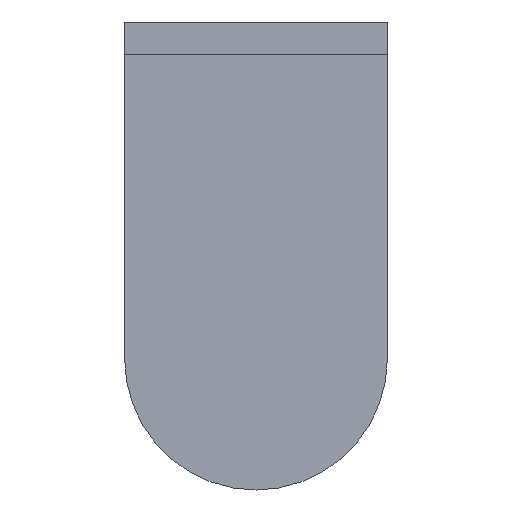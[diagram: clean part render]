
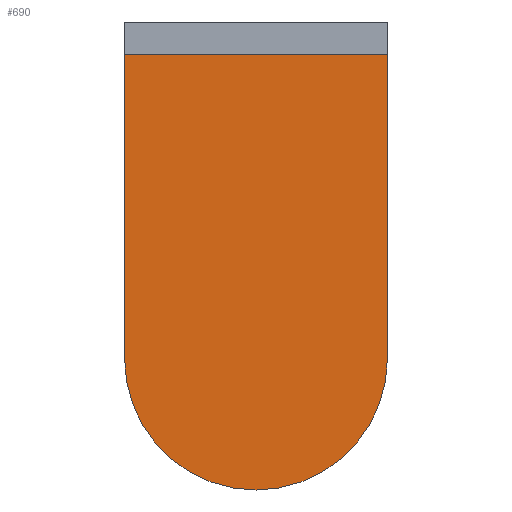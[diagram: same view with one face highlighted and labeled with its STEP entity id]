
A CAD part, left-side view. The second image highlights one B-rep face of the part: STEP entity #690.
In plain terms, the highlighted planar face has unit normal (-1, 0, 0).
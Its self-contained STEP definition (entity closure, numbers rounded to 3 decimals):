
#44=CIRCLE('',#743,8.);
#70=FACE_OUTER_BOUND('',#110,.T.);
#110=EDGE_LOOP('',(#514,#515,#516,#517));
#156=LINE('',#1055,#230);
#175=LINE('',#1096,#249);
#176=LINE('',#1097,#250);
#230=VECTOR('',#842,10.);
#249=VECTOR('',#877,10.);
#250=VECTOR('',#878,10.);
#313=VERTEX_POINT('',#1053);
#314=VERTEX_POINT('',#1054);
#327=VERTEX_POINT('',#1089);
#328=VERTEX_POINT('',#1091);
#382=EDGE_CURVE('',#313,#314,#156,.T.);
#400=EDGE_CURVE('',#328,#327,#44,.T.);
#403=EDGE_CURVE('',#327,#313,#175,.T.);
#404=EDGE_CURVE('',#314,#328,#176,.T.);
#514=ORIENTED_EDGE('',*,*,#403,.T.);
#515=ORIENTED_EDGE('',*,*,#382,.T.);
#516=ORIENTED_EDGE('',*,*,#404,.T.);
#517=ORIENTED_EDGE('',*,*,#400,.T.);
#662=PLANE('',#744);
#690=ADVANCED_FACE('',(#70),#662,.F.);
#743=AXIS2_PLACEMENT_3D('',#1092,#871,#872);
#744=AXIS2_PLACEMENT_3D('',#1095,#875,#876);
#842=DIRECTION('',(0.,1.,0.));
#871=DIRECTION('center_axis',(-1.,0.,0.));
#872=DIRECTION('ref_axis',(0.,-1.,0.));
#875=DIRECTION('center_axis',(1.,0.,0.));
#876=DIRECTION('ref_axis',(0.,1.,0.));
#877=DIRECTION('',(0.,0.,1.));
#878=DIRECTION('',(0.,0.,-1.));
#1053=CARTESIAN_POINT('',(-15.95,-8.,18.5));
#1054=CARTESIAN_POINT('',(-15.95,8.,18.5));
#1055=CARTESIAN_POINT('',(-15.95,-4.,18.5));
#1089=CARTESIAN_POINT('',(-15.95,-8.,0.));
#1091=CARTESIAN_POINT('',(-15.95,8.,0.));
#1092=CARTESIAN_POINT('Origin',(-15.95,0.,0.));
#1095=CARTESIAN_POINT('Origin',(-15.95,0.,19.5));
#1096=CARTESIAN_POINT('',(-15.95,-8.,20.5));
#1097=CARTESIAN_POINT('',(-15.95,8.,18.5));
